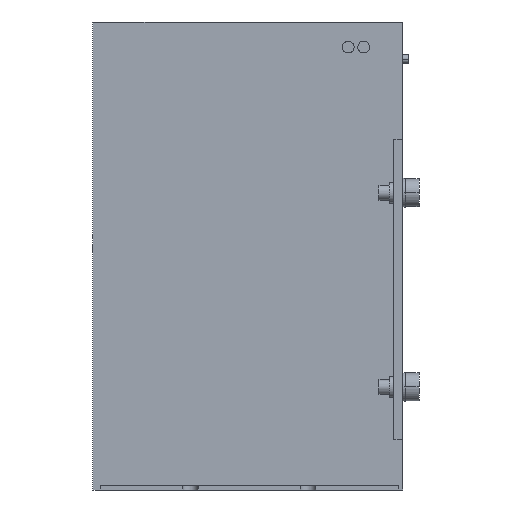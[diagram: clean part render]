
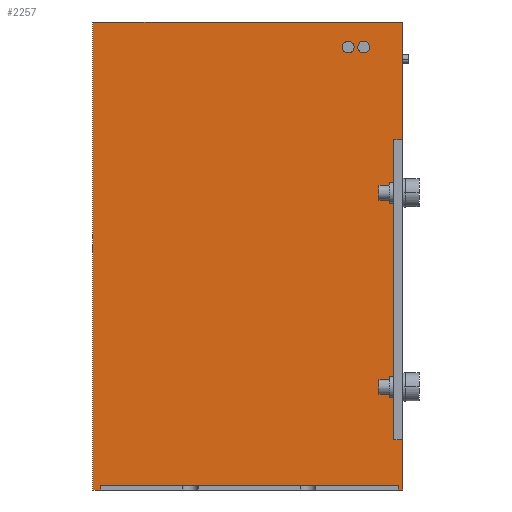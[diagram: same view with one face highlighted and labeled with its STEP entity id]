
A CAD part, front view. The second image highlights one B-rep face of the part: STEP entity #2257.
In plain terms, the highlighted planar face has unit normal (0, -1, 0).
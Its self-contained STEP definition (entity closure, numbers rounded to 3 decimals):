
#28 = CARTESIAN_POINT ( 'NONE',  ( -52.6, -78., -78.75 ) ) ;
#96 = VERTEX_POINT ( 'NONE', #125 ) ;
#124 = VERTEX_POINT ( 'NONE', #803 ) ;
#125 = CARTESIAN_POINT ( 'NONE',  ( -52.6, -78., 80.25 ) ) ;
#133 = LINE ( 'NONE', #368, #1385 ) ;
#137 = EDGE_CURVE ( 'NONE', #2231, #1734, #1954, .T. ) ;
#151 = ORIENTED_EDGE ( 'NONE', *, *, #2279, .T. ) ;
#152 = CARTESIAN_POINT ( 'NONE',  ( 51.1, -78., 80.25 ) ) ;
#232 = ORIENTED_EDGE ( 'NONE', *, *, #461, .T. ) ;
#250 = ORIENTED_EDGE ( 'NONE', *, *, #2496, .F. ) ;
#344 = LINE ( 'NONE', #2175, #1203 ) ;
#365 = LINE ( 'NONE', #1510, #2015 ) ;
#368 = CARTESIAN_POINT ( 'NONE',  ( 49.6, -78., -61.75 ) ) ;
#395 = VECTOR ( 'NONE', #1018, 1000. ) ;
#461 = EDGE_CURVE ( 'NONE', #1734, #2305, #1200, .T. ) ;
#479 = DIRECTION ( 'NONE',  ( 0., 0., 1. ) ) ;
#481 = EDGE_CURVE ( 'NONE', #1941, #2341, #1544, .T. ) ;
#535 = VECTOR ( 'NONE', #1664, 1000. ) ;
#569 = DIRECTION ( 'NONE',  ( 0., 0., 1. ) ) ;
#600 = FACE_BOUND ( 'NONE', #2656, .T. ) ;
#653 = EDGE_CURVE ( 'NONE', #876, #124, #2206, .T. ) ;
#676 = ORIENTED_EDGE ( 'NONE', *, *, #1864, .T. ) ;
#713 = DIRECTION ( 'NONE',  ( 0., 0., -1. ) ) ;
#724 = VECTOR ( 'NONE', #1238, 1000. ) ;
#727 = DIRECTION ( 'NONE',  ( 1., 0., 0. ) ) ;
#738 = CARTESIAN_POINT ( 'NONE',  ( 32.211, -78., 72.219 ) ) ;
#739 = DIRECTION ( 'NONE',  ( -1., 0., 0. ) ) ;
#748 = ORIENTED_EDGE ( 'NONE', *, *, #137, .T. ) ;
#803 = CARTESIAN_POINT ( 'NONE',  ( 36.09, -78., 71.247 ) ) ;
#812 = ORIENTED_EDGE ( 'NONE', *, *, #881, .T. ) ;
#819 = LINE ( 'NONE', #2655, #724 ) ;
#822 = FACE_BOUND ( 'NONE', #2507, .T. ) ;
#876 = VERTEX_POINT ( 'NONE', #738 ) ;
#881 = EDGE_CURVE ( 'NONE', #2355, #2398, #976, .T. ) ;
#954 = CARTESIAN_POINT ( 'NONE',  ( 32.211, -78., 72.219 ) ) ;
#976 = LINE ( 'NONE', #1470, #2157 ) ;
#977 = DIRECTION ( 'NONE',  ( 0., 0., 1. ) ) ;
#979 = CARTESIAN_POINT ( 'NONE',  ( 39.354, -78., 71.733 ) ) ;
#984 = CARTESIAN_POINT ( 'NONE',  ( 49.6, -78., -61.75 ) ) ;
#986 = EDGE_CURVE ( 'NONE', #1654, #2878, #133, .T. ) ;
#1018 = DIRECTION ( 'NONE',  ( 1., 0., 0. ) ) ;
#1020 = VECTOR ( 'NONE', #1549, 1000. ) ;
#1035 = DIRECTION ( 'NONE',  ( 1., 0., 0. ) ) ;
#1068 = CARTESIAN_POINT ( 'NONE',  ( 31.247, -78., 68.374 ) ) ;
#1103 = CARTESIAN_POINT ( 'NONE',  ( 49.6, -78., 40.25 ) ) ;
#1119 = CARTESIAN_POINT ( 'NONE',  ( 39.354, -78., 69.733 ) ) ;
#1163 = CARTESIAN_POINT ( 'NONE',  ( 36.09, -78., 71.247 ) ) ;
#1200 = LINE ( 'NONE', #2779, #2651 ) ;
#1203 = VECTOR ( 'NONE', #1252, 1000. ) ;
#1238 = DIRECTION ( 'NONE',  ( 1., 0., 0. ) ) ;
#1252 = DIRECTION ( 'NONE',  ( 0., 0., -1. ) ) ;
#1253 = CARTESIAN_POINT ( 'NONE',  ( 51.1, -78., -78.75 ) ) ;
#1264 =( BOUNDED_CURVE ( )  B_SPLINE_CURVE ( 3, ( #1163, #2806, #2081, #954 ),
 .UNSPECIFIED., .F., .F. ) 
 B_SPLINE_CURVE_WITH_KNOTS ( ( 4, 4 ),
 ( 3.142, 6.283 ),
 .UNSPECIFIED. ) 
 CURVE ( )  GEOMETRIC_REPRESENTATION_ITEM ( )  RATIONAL_B_SPLINE_CURVE ( ( 1., 0.333, 0.333, 1. ) ) 
 REPRESENTATION_ITEM ( '' )  );
#1291 = CARTESIAN_POINT ( 'NONE',  ( 32.211, -78., 72.219 ) ) ;
#1326 = CARTESIAN_POINT ( 'NONE',  ( 35.127, -78., 67.402 ) ) ;
#1385 = VECTOR ( 'NONE', #1035, 1000. ) ;
#1412 = CARTESIAN_POINT ( 'NONE',  ( 52.6, -78., 80.25 ) ) ;
#1470 = CARTESIAN_POINT ( 'NONE',  ( -50., -78., 80.25 ) ) ;
#1477 = DIRECTION ( 'NONE',  ( 1., 0., 0. ) ) ;
#1510 = CARTESIAN_POINT ( 'NONE',  ( 49.6, -78., 40.25 ) ) ;
#1539 = AXIS2_PLACEMENT_3D ( 'NONE', #2756, #2060, #479 ) ;
#1544 = CIRCLE ( 'NONE', #1930, 2. ) ;
#1549 = DIRECTION ( 'NONE',  ( 0., 0., -1. ) ) ;
#1573 = VERTEX_POINT ( 'NONE', #1103 ) ;
#1617 = LINE ( 'NONE', #1412, #535 ) ;
#1634 = CIRCLE ( 'NONE', #1539, 2. ) ;
#1640 = VERTEX_POINT ( 'NONE', #2803 ) ;
#1654 = VERTEX_POINT ( 'NONE', #984 ) ;
#1664 = DIRECTION ( 'NONE',  ( 0., 0., -1. ) ) ;
#1686 = EDGE_LOOP ( 'NONE', ( #2336, #1986, #676, #151, #2345, #1815, #2809, #2235, #812, #2471, #748, #232 ) ) ;
#1692 = VERTEX_POINT ( 'NONE', #28 ) ;
#1707 = DIRECTION ( 'NONE',  ( 0., 1., 0. ) ) ;
#1718 = FACE_OUTER_BOUND ( 'NONE', #1686, .T. ) ;
#1734 = VERTEX_POINT ( 'NONE', #1253 ) ;
#1755 = EDGE_CURVE ( 'NONE', #1692, #2355, #819, .T. ) ;
#1779 = VECTOR ( 'NONE', #713, 1000. ) ;
#1815 = ORIENTED_EDGE ( 'NONE', *, *, #2222, .F. ) ;
#1864 = EDGE_CURVE ( 'NONE', #1654, #1573, #2576, .T. ) ;
#1869 = EDGE_CURVE ( 'NONE', #2826, #1640, #1617, .T. ) ;
#1879 = LINE ( 'NONE', #2797, #2358 ) ;
#1881 = DIRECTION ( 'NONE',  ( 0., -1., 0. ) ) ;
#1918 = CARTESIAN_POINT ( 'NONE',  ( -52.6, -78., 80.25 ) ) ;
#1930 = AXIS2_PLACEMENT_3D ( 'NONE', #979, #1881, #2152 ) ;
#1941 = VERTEX_POINT ( 'NONE', #2545 ) ;
#1954 = LINE ( 'NONE', #152, #1020 ) ;
#1957 = EDGE_CURVE ( 'NONE', #2231, #2398, #1879, .T. ) ;
#1959 = CARTESIAN_POINT ( 'NONE',  ( 51.1, -78., -77.25 ) ) ;
#1986 = ORIENTED_EDGE ( 'NONE', *, *, #986, .F. ) ;
#2003 = CARTESIAN_POINT ( 'NONE',  ( -50., -78., -77.25 ) ) ;
#2015 = VECTOR ( 'NONE', #1477, 1000. ) ;
#2047 = ORIENTED_EDGE ( 'NONE', *, *, #481, .F. ) ;
#2060 = DIRECTION ( 'NONE',  ( 0., -1., 0. ) ) ;
#2062 = AXIS2_PLACEMENT_3D ( 'NONE', #1918, #1707, #569 ) ;
#2081 = CARTESIAN_POINT ( 'NONE',  ( 33.174, -78., 76.064 ) ) ;
#2102 = LINE ( 'NONE', #2565, #1779 ) ;
#2104 = EDGE_CURVE ( 'NONE', #124, #876, #1264, .T. ) ;
#2113 = VECTOR ( 'NONE', #977, 1000. ) ;
#2152 = DIRECTION ( 'NONE',  ( 0., 0., 1. ) ) ;
#2157 = VECTOR ( 'NONE', #2584, 1000. ) ;
#2175 = CARTESIAN_POINT ( 'NONE',  ( -52.6, -78., 80.25 ) ) ;
#2206 =( BOUNDED_CURVE ( )  B_SPLINE_CURVE ( 3, ( #1291, #1068, #1326, #2675 ),
 .UNSPECIFIED., .F., .F. ) 
 B_SPLINE_CURVE_WITH_KNOTS ( ( 4, 4 ),
 ( 0., 3.142 ),
 .UNSPECIFIED. ) 
 CURVE ( )  GEOMETRIC_REPRESENTATION_ITEM ( )  RATIONAL_B_SPLINE_CURVE ( ( 1., 0.333, 0.333, 1. ) ) 
 REPRESENTATION_ITEM ( '' )  );
#2222 = EDGE_CURVE ( 'NONE', #96, #2826, #2435, .T. ) ;
#2231 = VERTEX_POINT ( 'NONE', #1959 ) ;
#2235 = ORIENTED_EDGE ( 'NONE', *, *, #1755, .T. ) ;
#2246 = CARTESIAN_POINT ( 'NONE',  ( 52.6, -78., -61.75 ) ) ;
#2257 = ADVANCED_FACE ( 'NONE', ( #822, #600, #1718 ), #2642, .F. ) ;
#2259 = ORIENTED_EDGE ( 'NONE', *, *, #2104, .F. ) ;
#2279 = EDGE_CURVE ( 'NONE', #1573, #1640, #365, .T. ) ;
#2305 = VERTEX_POINT ( 'NONE', #2681 ) ;
#2336 = ORIENTED_EDGE ( 'NONE', *, *, #2909, .F. ) ;
#2341 = VERTEX_POINT ( 'NONE', #1119 ) ;
#2345 = ORIENTED_EDGE ( 'NONE', *, *, #1869, .F. ) ;
#2355 = VERTEX_POINT ( 'NONE', #2724 ) ;
#2358 = VECTOR ( 'NONE', #739, 1000. ) ;
#2382 = ORIENTED_EDGE ( 'NONE', *, *, #653, .F. ) ;
#2388 = CARTESIAN_POINT ( 'NONE',  ( -52.6, -78., 80.25 ) ) ;
#2398 = VERTEX_POINT ( 'NONE', #2003 ) ;
#2435 = LINE ( 'NONE', #2388, #395 ) ;
#2471 = ORIENTED_EDGE ( 'NONE', *, *, #1957, .F. ) ;
#2496 = EDGE_CURVE ( 'NONE', #2341, #1941, #1634, .T. ) ;
#2507 = EDGE_LOOP ( 'NONE', ( #2382, #2259 ) ) ;
#2545 = CARTESIAN_POINT ( 'NONE',  ( 39.354, -78., 73.733 ) ) ;
#2565 = CARTESIAN_POINT ( 'NONE',  ( 52.6, -78., 80.25 ) ) ;
#2576 = LINE ( 'NONE', #2825, #2113 ) ;
#2584 = DIRECTION ( 'NONE',  ( 0., 0., 1. ) ) ;
#2642 = PLANE ( 'NONE',  #2062 ) ;
#2651 = VECTOR ( 'NONE', #727, 1000. ) ;
#2655 = CARTESIAN_POINT ( 'NONE',  ( -52.6, -78., -78.75 ) ) ;
#2656 = EDGE_LOOP ( 'NONE', ( #2047, #250 ) ) ;
#2675 = CARTESIAN_POINT ( 'NONE',  ( 36.09, -78., 71.247 ) ) ;
#2681 = CARTESIAN_POINT ( 'NONE',  ( 52.6, -78., -78.75 ) ) ;
#2716 = EDGE_CURVE ( 'NONE', #96, #1692, #344, .T. ) ;
#2724 = CARTESIAN_POINT ( 'NONE',  ( -50., -78., -78.75 ) ) ;
#2756 = CARTESIAN_POINT ( 'NONE',  ( 39.354, -78., 71.733 ) ) ;
#2779 = CARTESIAN_POINT ( 'NONE',  ( -52.6, -78., -78.75 ) ) ;
#2797 = CARTESIAN_POINT ( 'NONE',  ( -52.6, -78., -77.25 ) ) ;
#2803 = CARTESIAN_POINT ( 'NONE',  ( 52.6, -78., 40.25 ) ) ;
#2806 = CARTESIAN_POINT ( 'NONE',  ( 37.054, -78., 75.092 ) ) ;
#2809 = ORIENTED_EDGE ( 'NONE', *, *, #2716, .T. ) ;
#2825 = CARTESIAN_POINT ( 'NONE',  ( 49.6, -78., 40.25 ) ) ;
#2826 = VERTEX_POINT ( 'NONE', #2936 ) ;
#2878 = VERTEX_POINT ( 'NONE', #2246 ) ;
#2909 = EDGE_CURVE ( 'NONE', #2878, #2305, #2102, .T. ) ;
#2936 = CARTESIAN_POINT ( 'NONE',  ( 52.6, -78., 80.25 ) ) ;
